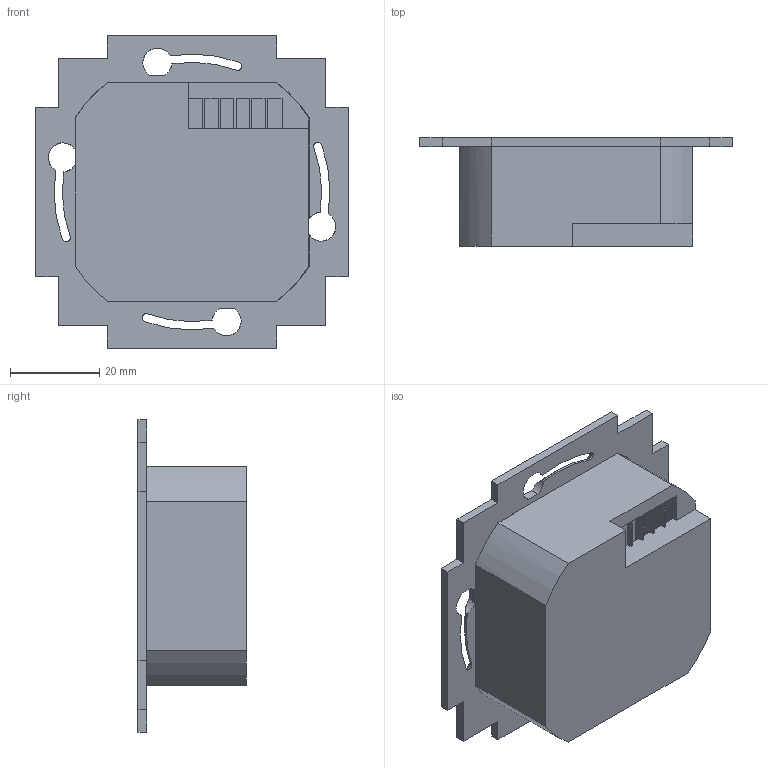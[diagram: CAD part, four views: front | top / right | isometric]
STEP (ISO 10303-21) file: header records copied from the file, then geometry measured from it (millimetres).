
FILE_DESCRIPTION(/* description */ ('','CAx-IF Rec.Pracs.---Representation and Presentation of Product Manufacturing Information (PMI)---4.0---2014-10-13'),/* implementation_level */ '2;1');
FILE_NAME(/* name */ 'UPgehaeuse v23.step',/* time_stamp */ '2025-03-26T19:03:17+01:00',/* author */ (''),/* organization */ (''),/* preprocessor_version */ 'ST-DEVELOPER v20',/* originating_system */ 'Autodesk Translation Framework v13.20.0.188',/* authorisation */ '');
FILE_SCHEMA (('AUTOMOTIVE_DESIGN { 1 0 10303 214 3 1 1 }','PROCESS_PLANNING_SCHEMA','AP242_MANAGED_MODEL_BASED_3D_ENGINEERING_MIM_LF { 1 0 10303 442 1 1 4 }'));
Length unit declared in the file: millimetre
Products named in the file (1): UPgehaeuse
Bounding box: 70 x 24.3 x 70 mm (x, y, z)
Volume: 16849.1 mm3; surface area: 22511.4 mm2
Topology: 2 solids, 2 shells, 165 faces, 483 edges, 318 vertices
Faces by surface type: plane 103, cylinder 48, cone 14
Full cylindrical faces by diameter (mm): 4.1 x2
Entity records: 5577 total; most frequent: CARTESIAN_POINT 1015, ORIENTED_EDGE 966, DIRECTION 927, EDGE_CURVE 483, LINE 355, VECTOR 355, VERTEX_POINT 318, AXIS2_PLACEMENT_3D 286
